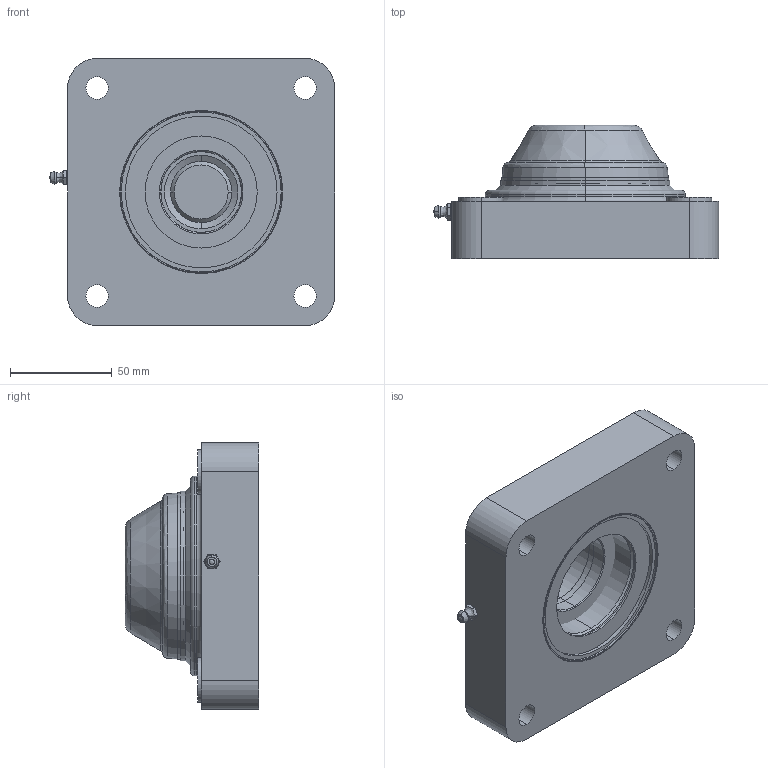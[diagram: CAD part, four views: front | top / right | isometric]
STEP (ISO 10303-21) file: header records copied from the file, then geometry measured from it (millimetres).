
FILE_DESCRIPTION (( 'STEP AP214' ), '1' );
FILE_NAME ('Rexnord-UCF 208 C- 68916.STEP', '2023-05-25T12:30:54', ( '' ), ( '' ), 'SwSTEP 2.0', 'SolidWorks 2022', '' );
FILE_SCHEMA (( 'AUTOMOTIVE_DESIGN' ));
Length unit declared in the file: millimetre
Products named in the file (5): Rexnord-UCF 208 C- 68916_BEARING; Rexnord-UCF 208 C- 68916_HUB; Rexnord-UCF 208 C- 68916; Rexnord-UCF 208 C- 68916_NIPPLE; Rexnord-UCF 208 C- 68916_CAP_40 CLOSE
Assembly tree (4 placements, depth 2):
  Rexnord-UCF 208 C- 68916
    Rexnord-UCF 208 C- 68916_HUB
    Rexnord-UCF 208 C- 68916_BEARING
    Rexnord-UCF 208 C- 68916_CAP_40 CLOSE
    Rexnord-UCF 208 C- 68916_NIPPLE
Bounding box: 140 x 65.5 x 131 mm (x, y, z)
Volume: 515600.9 mm3; surface area: 115234.7 mm2
Topology: 5 solids, 6 shells, 224 faces, 517 edges, 330 vertices
Faces by surface type: cylinder 75, plane 64, cone 52, bspline 17, torus 16
Entity records: 8435 total; most frequent: CARTESIAN_POINT 1845, DIRECTION 1171, ORIENTED_EDGE 1034, EDGE_CURVE 517, AXIS2_PLACEMENT_3D 492, VERTEX_POINT 330, CIRCLE 278, EDGE_LOOP 265
